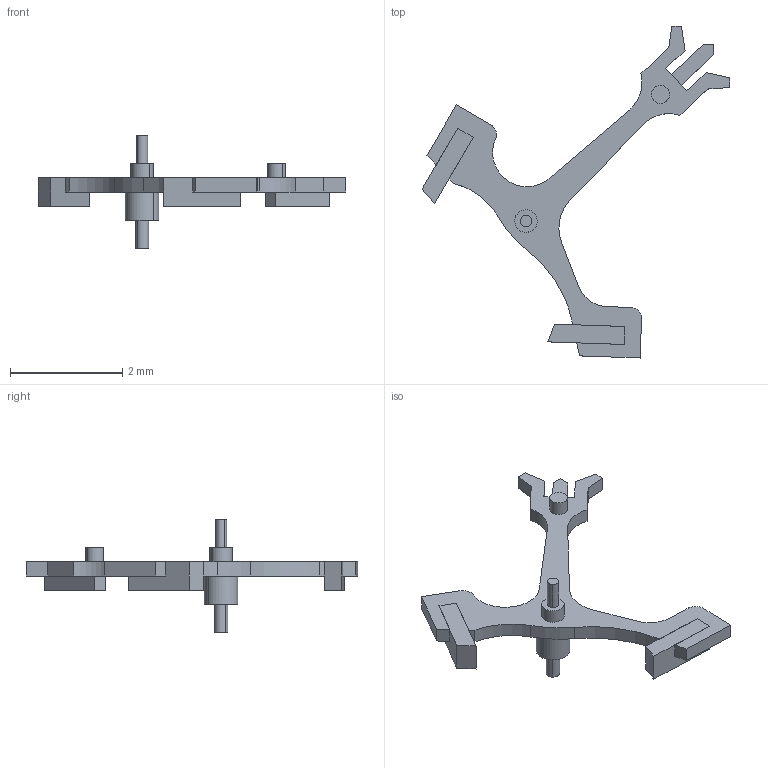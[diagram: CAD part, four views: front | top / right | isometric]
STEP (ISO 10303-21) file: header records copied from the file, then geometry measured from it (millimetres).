
FILE_DESCRIPTION(('Open CASCADE Model'),'2;1');
FILE_NAME('Open CASCADE Shape Model','2018-03-28T17:49:13',('Author'),( 'Open CASCADE'),'Open CASCADE STEP processor 6.5','Open CASCADE 6.5' ,'Unknown');
FILE_SCHEMA(('AUTOMOTIVE_DESIGN_CC2 { 1 2 10303 214 -1 1 5 4 }'));
Length unit declared in the file: millimetre
Products named in the file (3): selection; selection003; selection002
Bounding box: 5.48 x 5.91 x 2 mm (x, y, z)
Volume: 2.1 mm3; surface area: 26 mm2
Topology: 3 solids, 3 shells, 76 faces, 193 edges, 128 vertices
Faces by surface type: plane 55, cylinder 21
Entity records: 5347 total; most frequent: CARTESIAN_POINT 1610, DIRECTION 623, LINE 411, VECTOR 411, ORIENTED_EDGE 386, PCURVE 386, DEFINITIONAL_REPRESENTATION 386, EDGE_CURVE 193
